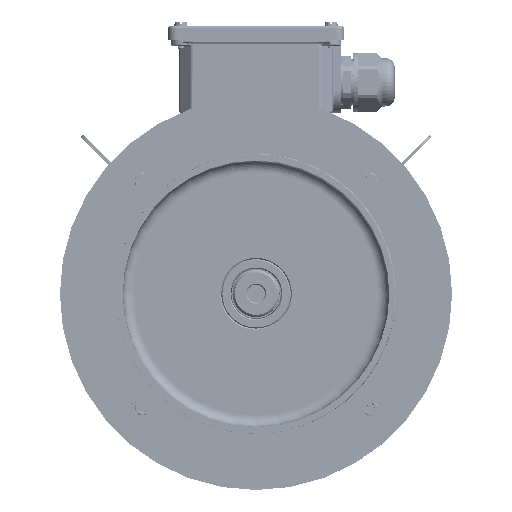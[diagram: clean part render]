
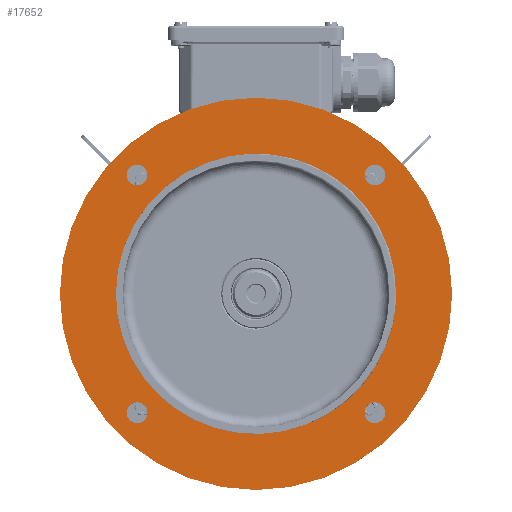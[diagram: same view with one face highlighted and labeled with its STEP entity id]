
A CAD part, top view. The second image highlights one B-rep face of the part: STEP entity #17652.
In plain terms, the highlighted planar face has unit normal (0, 0, 1).
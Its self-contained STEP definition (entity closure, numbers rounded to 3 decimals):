
#11127=PLANE('',#148420);
#13724=FACE_BOUND('',#35676,.T.);
#13725=FACE_BOUND('',#35677,.T.);
#13726=FACE_BOUND('',#35678,.T.);
#13727=FACE_BOUND('',#35679,.T.);
#13728=FACE_BOUND('',#35680,.T.);
#13729=FACE_BOUND('',#35681,.T.);
#17652=ADVANCED_FACE('',(#13724,#13725,#13726,#13727,#13728,#13729),#11127,
 .T.);
#35676=EDGE_LOOP('',(#79305,#79306));
#35677=EDGE_LOOP('',(#79307,#79308));
#35678=EDGE_LOOP('',(#79309,#79310));
#35679=EDGE_LOOP('',(#79311,#79312));
#35680=EDGE_LOOP('',(#79313,#79314));
#35681=EDGE_LOOP('',(#79315,#79316));
#79305=ORIENTED_EDGE('',*,*,#126555,.F.);
#79306=ORIENTED_EDGE('',*,*,#126554,.F.);
#79307=ORIENTED_EDGE('',*,*,#126551,.F.);
#79308=ORIENTED_EDGE('',*,*,#126550,.F.);
#79309=ORIENTED_EDGE('',*,*,#126547,.F.);
#79310=ORIENTED_EDGE('',*,*,#126546,.F.);
#79311=ORIENTED_EDGE('',*,*,#126703,.F.);
#79312=ORIENTED_EDGE('',*,*,#126558,.F.);
#79313=ORIENTED_EDGE('',*,*,#126624,.T.);
#79314=ORIENTED_EDGE('',*,*,#126704,.T.);
#79315=ORIENTED_EDGE('',*,*,#126629,.F.);
#79316=ORIENTED_EDGE('',*,*,#126702,.F.);
#110900=VERTEX_POINT('',#218390);
#110901=VERTEX_POINT('',#218392);
#110902=VERTEX_POINT('',#218398);
#110903=VERTEX_POINT('',#218400);
#110904=VERTEX_POINT('',#218406);
#110905=VERTEX_POINT('',#218408);
#110906=VERTEX_POINT('',#218414);
#110907=VERTEX_POINT('',#218416);
#110966=VERTEX_POINT('',#218559);
#110967=VERTEX_POINT('',#218561);
#110971=VERTEX_POINT('',#218594);
#110972=VERTEX_POINT('',#218596);
#126546=EDGE_CURVE('',#110901,#110900,#141377,.T.);
#126547=EDGE_CURVE('',#110900,#110901,#141378,.T.);
#126550=EDGE_CURVE('',#110903,#110902,#141379,.T.);
#126551=EDGE_CURVE('',#110902,#110903,#141380,.T.);
#126554=EDGE_CURVE('',#110905,#110904,#141381,.T.);
#126555=EDGE_CURVE('',#110904,#110905,#141382,.T.);
#126558=EDGE_CURVE('',#110907,#110906,#141383,.T.);
#126624=EDGE_CURVE('',#110967,#110966,#141418,.T.);
#126629=EDGE_CURVE('',#110971,#110972,#141420,.T.);
#126702=EDGE_CURVE('',#110972,#110971,#141460,.T.);
#126703=EDGE_CURVE('',#110906,#110907,#141461,.T.);
#126704=EDGE_CURVE('',#110966,#110967,#141462,.T.);
#141377=CIRCLE('',#148279,9.25);
#141378=CIRCLE('',#148281,9.25);
#141379=CIRCLE('',#148283,9.25);
#141380=CIRCLE('',#148285,9.25);
#141381=CIRCLE('',#148287,9.25);
#141382=CIRCLE('',#148289,9.25);
#141383=CIRCLE('',#148291,9.25);
#141418=CIRCLE('',#148344,175.);
#141420=CIRCLE('',#148347,125.);
#141460=CIRCLE('',#148416,125.);
#141461=CIRCLE('',#148418,9.25);
#141462=CIRCLE('',#148419,175.);
#148279=AXIS2_PLACEMENT_3D('',#218393,#168181,#168182);
#148281=AXIS2_PLACEMENT_3D('',#218395,#168185,#168186);
#148283=AXIS2_PLACEMENT_3D('',#218401,#168191,#168192);
#148285=AXIS2_PLACEMENT_3D('',#218403,#168195,#168196);
#148287=AXIS2_PLACEMENT_3D('',#218409,#168201,#168202);
#148289=AXIS2_PLACEMENT_3D('',#218411,#168205,#168206);
#148291=AXIS2_PLACEMENT_3D('',#218417,#168211,#168212);
#148344=AXIS2_PLACEMENT_3D('',#218560,#168348,#168349);
#148347=AXIS2_PLACEMENT_3D('',#218595,#168356,#168357);
#148416=AXIS2_PLACEMENT_3D('',#218822,#168518,#168519);
#148418=AXIS2_PLACEMENT_3D('',#218824,#168522,#168523);
#148419=AXIS2_PLACEMENT_3D('',#218825,#168524,#168525);
#148420=AXIS2_PLACEMENT_3D('',#218826,#168526,#168527);
#168181=DIRECTION('',(0.,0.,1.));
#168182=DIRECTION('',(1.,0.,0.));
#168185=DIRECTION('',(0.,0.,1.));
#168186=DIRECTION('',(1.,0.,0.));
#168191=DIRECTION('',(0.,0.,1.));
#168192=DIRECTION('',(1.,0.,0.));
#168195=DIRECTION('',(0.,0.,1.));
#168196=DIRECTION('',(1.,0.,0.));
#168201=DIRECTION('',(0.,0.,1.));
#168202=DIRECTION('',(1.,0.,0.));
#168205=DIRECTION('',(0.,0.,1.));
#168206=DIRECTION('',(1.,0.,0.));
#168211=DIRECTION('',(0.,0.,1.));
#168212=DIRECTION('',(1.,0.,0.));
#168348=DIRECTION('',(0.,0.,1.));
#168349=DIRECTION('',(1.,0.,0.));
#168356=DIRECTION('',(0.,0.,1.));
#168357=DIRECTION('',(1.,0.,0.));
#168518=DIRECTION('',(0.,0.,1.));
#168519=DIRECTION('',(1.,0.,0.));
#168522=DIRECTION('',(0.,0.,1.));
#168523=DIRECTION('',(1.,0.,0.));
#168524=DIRECTION('',(0.,0.,1.));
#168525=DIRECTION('',(1.,0.,0.));
#168526=DIRECTION('',(0.,0.,1.));
#168527=DIRECTION('',(-1.,0.,0.));
#218390=CARTESIAN_POINT('',(-96.816,103.484,213.457));
#218392=CARTESIAN_POINT('',(-115.316,103.484,213.457));
#218393=CARTESIAN_POINT('',(-106.066,103.484,213.457));
#218395=CARTESIAN_POINT('',(-106.066,103.484,213.457));
#218398=CARTESIAN_POINT('',(-96.816,-108.648,213.457));
#218400=CARTESIAN_POINT('',(-115.316,-108.648,213.457));
#218401=CARTESIAN_POINT('',(-106.066,-108.648,213.457));
#218403=CARTESIAN_POINT('',(-106.066,-108.648,213.457));
#218406=CARTESIAN_POINT('',(115.316,-108.648,213.457));
#218408=CARTESIAN_POINT('',(96.816,-108.648,213.457));
#218409=CARTESIAN_POINT('',(106.066,-108.648,213.457));
#218411=CARTESIAN_POINT('',(106.066,-108.648,213.457));
#218414=CARTESIAN_POINT('',(115.316,103.484,213.457));
#218416=CARTESIAN_POINT('',(96.816,103.484,213.457));
#218417=CARTESIAN_POINT('',(106.066,103.484,213.457));
#218559=CARTESIAN_POINT('',(-175.,-2.582,213.457));
#218560=CARTESIAN_POINT('',(0.,-2.582,213.457));
#218561=CARTESIAN_POINT('',(175.,-2.582,213.457));
#218594=CARTESIAN_POINT('',(125.,-2.582,213.457));
#218595=CARTESIAN_POINT('',(0.,-2.582,213.457));
#218596=CARTESIAN_POINT('',(-125.,-2.582,213.457));
#218822=CARTESIAN_POINT('',(0.,-2.582,213.457));
#218824=CARTESIAN_POINT('',(106.066,103.484,213.457));
#218825=CARTESIAN_POINT('',(0.,-2.582,213.457));
#218826=CARTESIAN_POINT('',(0.,-231.817,213.457));
